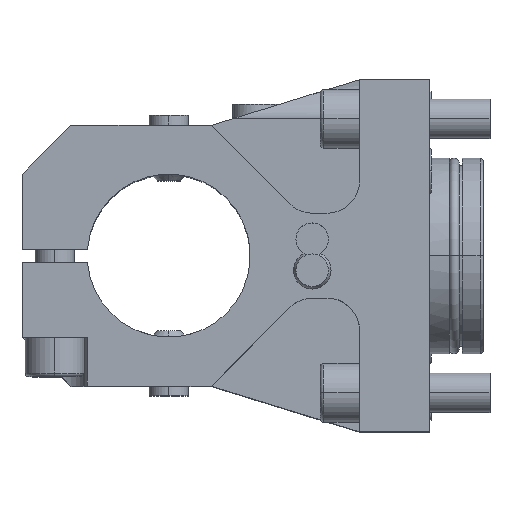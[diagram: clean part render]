
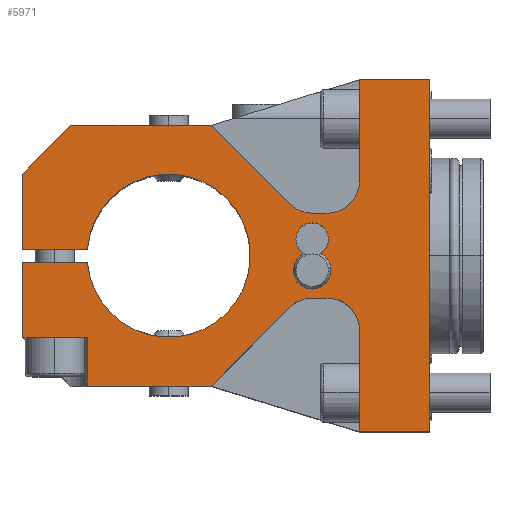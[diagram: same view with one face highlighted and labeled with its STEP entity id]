
A CAD part, top view. The second image highlights one B-rep face of the part: STEP entity #5971.
In plain terms, the highlighted planar face has unit normal (0, 0, 1).
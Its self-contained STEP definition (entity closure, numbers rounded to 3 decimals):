
#555=DIRECTION('',(0.707,-0.707,0.));
#556=VECTOR('',#555,34.042);
#557=CARTESIAN_POINT('',(-67.,40.,65.));
#558=LINE('',#557,#556);
#559=CARTESIAN_POINT('',(-35.858,23.,65.));
#560=DIRECTION('',(0.,0.,1.));
#561=DIRECTION('',(-0.707,-0.707,0.));
#562=AXIS2_PLACEMENT_3D('',#559,#560,#561);
#564=DIRECTION('',(1.,0.,0.));
#565=VECTOR('',#564,4.358);
#566=CARTESIAN_POINT('',(-35.858,13.,65.));
#567=LINE('',#566,#565);
#568=CARTESIAN_POINT('',(-31.5,23.,65.));
#569=DIRECTION('',(0.,0.,1.));
#570=DIRECTION('',(0.,-1.,0.));
#571=AXIS2_PLACEMENT_3D('',#568,#569,#570);
#573=DIRECTION('',(0.,-1.,0.));
#574=VECTOR('',#573,31.);
#575=CARTESIAN_POINT('',(-21.5,54.,65.));
#576=LINE('',#575,#574);
#577=DIRECTION('',(-1.,0.,0.));
#578=VECTOR('',#577,21.5);
#579=CARTESIAN_POINT('',(0.,54.,65.));
#580=LINE('',#579,#578);
#581=DIRECTION('',(0.,1.,0.));
#582=VECTOR('',#581,108.);
#583=CARTESIAN_POINT('',(0.,-54.,65.));
#584=LINE('',#583,#582);
#585=DIRECTION('',(1.,0.,0.));
#586=VECTOR('',#585,21.5);
#587=CARTESIAN_POINT('',(-21.5,-54.,65.));
#588=LINE('',#587,#586);
#589=DIRECTION('',(0.,1.,0.));
#590=VECTOR('',#589,31.);
#591=CARTESIAN_POINT('',(-21.5,-54.,65.));
#592=LINE('',#591,#590);
#593=CARTESIAN_POINT('',(-31.5,-23.,65.));
#594=DIRECTION('',(0.,0.,1.));
#595=DIRECTION('',(1.,0.,0.));
#596=AXIS2_PLACEMENT_3D('',#593,#594,#595);
#598=DIRECTION('',(-1.,0.,0.));
#599=VECTOR('',#598,4.358);
#600=CARTESIAN_POINT('',(-31.5,-13.,65.));
#601=LINE('',#600,#599);
#602=CARTESIAN_POINT('',(-35.858,-23.,65.));
#603=DIRECTION('',(0.,0.,1.));
#604=DIRECTION('',(0.,1.,0.));
#605=AXIS2_PLACEMENT_3D('',#602,#603,#604);
#607=DIRECTION('',(-0.707,-0.707,0.));
#608=VECTOR('',#607,34.042);
#609=CARTESIAN_POINT('',(-42.929,-15.929,65.));
#610=LINE('',#609,#608);
#611=DIRECTION('',(1.,0.,0.));
#612=VECTOR('',#611,38.);
#613=CARTESIAN_POINT('',(-105.,-40.,65.));
#614=LINE('',#613,#612);
#615=DIRECTION('',(0.,1.,0.));
#616=VECTOR('',#615,15.);
#617=CARTESIAN_POINT('',(-105.,-40.,65.));
#618=LINE('',#617,#616);
#619=DIRECTION('',(1.,0.,0.));
#620=VECTOR('',#619,20.);
#621=CARTESIAN_POINT('',(-125.,-25.,65.));
#622=LINE('',#621,#620);
#623=DIRECTION('',(0.,-1.,0.));
#624=VECTOR('',#623,23.);
#625=CARTESIAN_POINT('',(-125.,-2.,65.));
#626=LINE('',#625,#624);
#627=DIRECTION('',(1.,0.,0.));
#628=VECTOR('',#627,20.08);
#629=CARTESIAN_POINT('',(-125.,-2.,65.));
#630=LINE('',#629,#628);
#631=CARTESIAN_POINT('',(-80.,0.,65.));
#632=DIRECTION('',(0.,0.,1.));
#633=DIRECTION('',(-0.997,-0.08,0.));
#634=AXIS2_PLACEMENT_3D('',#631,#632,#633);
#636=DIRECTION('',(1.,0.,0.));
#637=VECTOR('',#636,20.08);
#638=CARTESIAN_POINT('',(-125.,2.,65.));
#639=LINE('',#638,#637);
#640=DIRECTION('',(0.,-1.,0.));
#641=VECTOR('',#640,23.);
#642=CARTESIAN_POINT('',(-125.,25.,65.));
#643=LINE('',#642,#641);
#644=DIRECTION('',(-0.707,-0.707,0.));
#645=VECTOR('',#644,21.213);
#646=CARTESIAN_POINT('',(-110.,40.,65.));
#647=LINE('',#646,#645);
#648=DIRECTION('',(-1.,0.,0.));
#649=VECTOR('',#648,43.);
#650=CARTESIAN_POINT('',(-67.,40.,65.));
#651=LINE('',#650,#649);
#652=CARTESIAN_POINT('',(-36.,-4.5,65.));
#653=DIRECTION('',(0.,0.,1.));
#654=DIRECTION('',(0.,1.,0.));
#655=AXIS2_PLACEMENT_3D('',#652,#653,#654);
#657=CARTESIAN_POINT('',(-36.,-4.5,65.));
#658=DIRECTION('',(0.,0.,1.));
#659=DIRECTION('',(0.,-1.,0.));
#660=AXIS2_PLACEMENT_3D('',#657,#658,#659);
#662=CARTESIAN_POINT('',(-36.,5.,65.));
#663=DIRECTION('',(0.,0.,-1.));
#664=DIRECTION('',(0.,1.,0.));
#665=AXIS2_PLACEMENT_3D('',#662,#663,#664);
#667=CARTESIAN_POINT('',(-36.,5.,65.));
#668=DIRECTION('',(0.,0.,-1.));
#669=DIRECTION('',(0.,-1.,0.));
#670=AXIS2_PLACEMENT_3D('',#667,#668,#669);
#4382=CARTESIAN_POINT('',(0.,-54.,65.));
#4383=CARTESIAN_POINT('',(0.,54.,65.));
#4384=VERTEX_POINT('',#4382);
#4385=VERTEX_POINT('',#4383);
#4386=CARTESIAN_POINT('',(-110.,40.,65.));
#4387=CARTESIAN_POINT('',(-125.,25.,65.));
#4388=VERTEX_POINT('',#4386);
#4389=VERTEX_POINT('',#4387);
#4398=CARTESIAN_POINT('',(-125.,-2.,65.));
#4399=CARTESIAN_POINT('',(-104.92,-2.,65.));
#4400=VERTEX_POINT('',#4398);
#4401=VERTEX_POINT('',#4399);
#4402=CARTESIAN_POINT('',(-104.92,2.,65.));
#4403=VERTEX_POINT('',#4402);
#4404=CARTESIAN_POINT('',(-125.,2.,65.));
#4405=VERTEX_POINT('',#4404);
#4418=CARTESIAN_POINT('',(-105.,-40.,65.));
#4419=CARTESIAN_POINT('',(-105.,-25.,65.));
#4420=VERTEX_POINT('',#4418);
#4421=VERTEX_POINT('',#4419);
#4441=CARTESIAN_POINT('',(-125.,-25.,65.));
#4442=VERTEX_POINT('',#4441);
#4453=CARTESIAN_POINT('',(-67.,40.,65.));
#4454=CARTESIAN_POINT('',(-42.929,15.929,65.));
#4455=VERTEX_POINT('',#4453);
#4456=VERTEX_POINT('',#4454);
#4457=CARTESIAN_POINT('',(-21.5,-54.,65.));
#4458=CARTESIAN_POINT('',(-21.5,-23.,65.));
#4459=VERTEX_POINT('',#4457);
#4460=VERTEX_POINT('',#4458);
#4461=CARTESIAN_POINT('',(-31.5,-13.,65.));
#4462=CARTESIAN_POINT('',(-35.858,-13.,65.));
#4463=VERTEX_POINT('',#4461);
#4464=VERTEX_POINT('',#4462);
#4465=CARTESIAN_POINT('',(-42.929,-15.929,65.));
#4466=CARTESIAN_POINT('',(-67.,-40.,65.));
#4467=VERTEX_POINT('',#4465);
#4468=VERTEX_POINT('',#4466);
#4487=CARTESIAN_POINT('',(-35.858,13.,65.));
#4488=VERTEX_POINT('',#4487);
#4489=CARTESIAN_POINT('',(-31.5,13.,65.));
#4490=CARTESIAN_POINT('',(-21.5,23.,65.));
#4491=VERTEX_POINT('',#4489);
#4492=VERTEX_POINT('',#4490);
#4541=CARTESIAN_POINT('',(-21.5,54.,65.));
#4542=VERTEX_POINT('',#4541);
#5044=CARTESIAN_POINT('',(-36.,1.254,65.));
#5045=CARTESIAN_POINT('',(-36.,-10.254,65.));
#5046=VERTEX_POINT('',#5044);
#5047=VERTEX_POINT('',#5045);
#5060=CARTESIAN_POINT('',(-36.,7.5,65.));
#5061=CARTESIAN_POINT('',(-36.,2.5,65.));
#5062=VERTEX_POINT('',#5060);
#5063=VERTEX_POINT('',#5061);
#5909=CARTESIAN_POINT('',(0.,0.,65.));
#5910=DIRECTION('',(0.,0.,1.));
#5911=DIRECTION('',(0.,1.,0.));
#5912=AXIS2_PLACEMENT_3D('',#5909,#5910,#5911);
#5913=PLANE('',#5912);
#5915=ORIENTED_EDGE('',*,*,#5914,.T.);
#5917=ORIENTED_EDGE('',*,*,#5916,.T.);
#5919=ORIENTED_EDGE('',*,*,#5918,.T.);
#5921=ORIENTED_EDGE('',*,*,#5920,.T.);
#5923=ORIENTED_EDGE('',*,*,#5922,.F.);
#5925=ORIENTED_EDGE('',*,*,#5924,.F.);
#5926=ORIENTED_EDGE('',*,*,#5809,.F.);
#5927=ORIENTED_EDGE('',*,*,#5647,.F.);
#5929=ORIENTED_EDGE('',*,*,#5928,.T.);
#5931=ORIENTED_EDGE('',*,*,#5930,.T.);
#5933=ORIENTED_EDGE('',*,*,#5932,.T.);
#5935=ORIENTED_EDGE('',*,*,#5934,.T.);
#5937=ORIENTED_EDGE('',*,*,#5936,.T.);
#5938=ORIENTED_EDGE('',*,*,#5489,.F.);
#5940=ORIENTED_EDGE('',*,*,#5939,.T.);
#5942=ORIENTED_EDGE('',*,*,#5941,.F.);
#5944=ORIENTED_EDGE('',*,*,#5943,.F.);
#5946=ORIENTED_EDGE('',*,*,#5945,.T.);
#5948=ORIENTED_EDGE('',*,*,#5947,.T.);
#5950=ORIENTED_EDGE('',*,*,#5949,.F.);
#5952=ORIENTED_EDGE('',*,*,#5951,.F.);
#5954=ORIENTED_EDGE('',*,*,#5953,.F.);
#5956=ORIENTED_EDGE('',*,*,#5955,.F.);
#5957=EDGE_LOOP('',(#5915,#5917,#5919,#5921,#5923,#5925,#5926,#5927,#5929,#5931,
#5933,#5935,#5937,#5938,#5940,#5942,#5944,#5946,#5948,#5950,#5952,#5954,#5956));
#5958=FACE_OUTER_BOUND('',#5957,.F.);
#5960=ORIENTED_EDGE('',*,*,#5959,.T.);
#5962=ORIENTED_EDGE('',*,*,#5961,.T.);
#5963=EDGE_LOOP('',(#5960,#5962));
#5964=FACE_BOUND('',#5963,.F.);
#5966=ORIENTED_EDGE('',*,*,#5965,.F.);
#5968=ORIENTED_EDGE('',*,*,#5967,.F.);
#5969=EDGE_LOOP('',(#5966,#5968));
#5970=FACE_BOUND('',#5969,.F.);
#5971=ADVANCED_FACE('',(#5958,#5964,#5970),#5913,.T.);
#563=CIRCLE('',#562,10.);
#572=CIRCLE('',#571,10.);
#597=CIRCLE('',#596,10.);
#606=CIRCLE('',#605,10.);
#635=CIRCLE('',#634,25.);
#656=CIRCLE('',#655,5.754);
#661=CIRCLE('',#660,5.754);
#666=CIRCLE('',#665,2.5);
#671=CIRCLE('',#670,2.5);
#5489=EDGE_CURVE('',#4420,#4468,#614,.T.);
#5647=EDGE_CURVE('',#4459,#4384,#588,.T.);
#5809=EDGE_CURVE('',#4384,#4385,#584,.T.);
#5914=EDGE_CURVE('',#4455,#4456,#558,.T.);
#5916=EDGE_CURVE('',#4456,#4488,#563,.T.);
#5918=EDGE_CURVE('',#4488,#4491,#567,.T.);
#5920=EDGE_CURVE('',#4491,#4492,#572,.T.);
#5922=EDGE_CURVE('',#4542,#4492,#576,.T.);
#5924=EDGE_CURVE('',#4385,#4542,#580,.T.);
#5928=EDGE_CURVE('',#4459,#4460,#592,.T.);
#5930=EDGE_CURVE('',#4460,#4463,#597,.T.);
#5932=EDGE_CURVE('',#4463,#4464,#601,.T.);
#5934=EDGE_CURVE('',#4464,#4467,#606,.T.);
#5936=EDGE_CURVE('',#4467,#4468,#610,.T.);
#5939=EDGE_CURVE('',#4420,#4421,#618,.T.);
#5941=EDGE_CURVE('',#4442,#4421,#622,.T.);
#5943=EDGE_CURVE('',#4400,#4442,#626,.T.);
#5945=EDGE_CURVE('',#4400,#4401,#630,.T.);
#5947=EDGE_CURVE('',#4401,#4403,#635,.T.);
#5949=EDGE_CURVE('',#4405,#4403,#639,.T.);
#5951=EDGE_CURVE('',#4389,#4405,#643,.T.);
#5953=EDGE_CURVE('',#4388,#4389,#647,.T.);
#5955=EDGE_CURVE('',#4455,#4388,#651,.T.);
#5959=EDGE_CURVE('',#5046,#5047,#656,.T.);
#5961=EDGE_CURVE('',#5047,#5046,#661,.T.);
#5965=EDGE_CURVE('',#5062,#5063,#666,.T.);
#5967=EDGE_CURVE('',#5063,#5062,#671,.T.);
